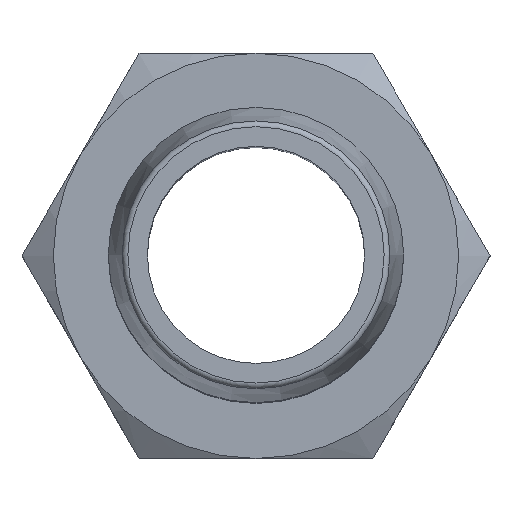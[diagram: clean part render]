
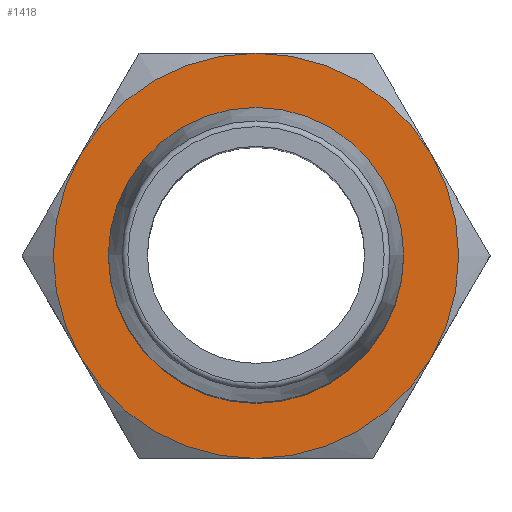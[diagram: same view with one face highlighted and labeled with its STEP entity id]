
A CAD part, top view. The second image highlights one B-rep face of the part: STEP entity #1418.
In plain terms, the highlighted face is planar.
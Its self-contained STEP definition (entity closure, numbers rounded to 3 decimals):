
#691=PLANE('',#1320);
#737=ORIENTED_EDGE('',*,*,#919,.T.);
#738=ORIENTED_EDGE('',*,*,#920,.T.);
#739=ORIENTED_EDGE('',*,*,#921,.T.);
#740=ORIENTED_EDGE('',*,*,#922,.T.);
#741=ORIENTED_EDGE('',*,*,#923,.T.);
#742=ORIENTED_EDGE('',*,*,#924,.T.);
#743=ORIENTED_EDGE('',*,*,#918,.F.);
#842=CIRCLE('',#1319,5.1);
#843=CIRCLE('',#1321,7.);
#844=CIRCLE('',#1322,7.);
#845=CIRCLE('',#1323,7.);
#846=CIRCLE('',#1324,7.);
#847=CIRCLE('',#1325,7.);
#848=CIRCLE('',#1326,7.);
#874=VERTEX_POINT('',#1498);
#875=VERTEX_POINT('',#1501);
#876=VERTEX_POINT('',#1502);
#877=VERTEX_POINT('',#1504);
#878=VERTEX_POINT('',#1506);
#879=VERTEX_POINT('',#1508);
#880=VERTEX_POINT('',#1510);
#918=EDGE_CURVE('',#874,#874,#842,.T.);
#919=EDGE_CURVE('',#875,#876,#843,.T.);
#920=EDGE_CURVE('',#876,#877,#844,.T.);
#921=EDGE_CURVE('',#877,#878,#845,.T.);
#922=EDGE_CURVE('',#878,#879,#846,.T.);
#923=EDGE_CURVE('',#879,#880,#847,.T.);
#924=EDGE_CURVE('',#880,#875,#848,.T.);
#999=EDGE_LOOP('',(#737,#738,#739,#740,#741,#742));
#1000=EDGE_LOOP('',(#743));
#1059=FACE_BOUND('',#999,.T.);
#1060=FACE_BOUND('',#1000,.T.);
#1157=DIRECTION('',(0.,1.,0.));
#1158=DIRECTION('',(5.1,0.,0.));
#1159=DIRECTION('',(0.,1.,0.));
#1160=DIRECTION('',(1.,0.,0.));
#1161=DIRECTION('',(0.,1.,0.));
#1162=DIRECTION('',(0.,0.,7.));
#1163=DIRECTION('',(0.,1.,0.));
#1164=DIRECTION('',(6.062,0.,3.5));
#1165=DIRECTION('',(0.,1.,0.));
#1166=DIRECTION('',(6.062,0.,-3.5));
#1167=DIRECTION('',(0.,1.,0.));
#1168=DIRECTION('',(0.,0.,-7.));
#1169=DIRECTION('',(0.,1.,0.));
#1170=DIRECTION('',(-6.062,0.,-3.5));
#1171=DIRECTION('',(0.,1.,0.));
#1172=DIRECTION('',(-6.062,0.,3.5));
#1319=AXIS2_PLACEMENT_3D('',#1499,#1157,#1158);
#1320=AXIS2_PLACEMENT_3D('',#1500,#1159,#1160);
#1321=AXIS2_PLACEMENT_3D('',#1503,#1161,#1162);
#1322=AXIS2_PLACEMENT_3D('',#1505,#1163,#1164);
#1323=AXIS2_PLACEMENT_3D('',#1507,#1165,#1166);
#1324=AXIS2_PLACEMENT_3D('',#1509,#1167,#1168);
#1325=AXIS2_PLACEMENT_3D('',#1511,#1169,#1170);
#1326=AXIS2_PLACEMENT_3D('',#1512,#1171,#1172);
#1418=ADVANCED_FACE('',(#1059,#1060),#691,.T.);
#1498=CARTESIAN_POINT('',(9.331,20.041,0.));
#1499=CARTESIAN_POINT('',(4.231,20.041,0.));
#1500=CARTESIAN_POINT('',(11.231,20.041,0.));
#1501=CARTESIAN_POINT('',(4.231,20.041,7.));
#1502=CARTESIAN_POINT('',(10.293,20.041,3.5));
#1503=CARTESIAN_POINT('',(4.231,20.041,0.));
#1504=CARTESIAN_POINT('',(10.293,20.041,-3.5));
#1505=CARTESIAN_POINT('',(4.231,20.041,0.));
#1506=CARTESIAN_POINT('',(4.231,20.041,-7.));
#1507=CARTESIAN_POINT('',(4.231,20.041,0.));
#1508=CARTESIAN_POINT('',(-1.831,20.041,-3.5));
#1509=CARTESIAN_POINT('',(4.231,20.041,0.));
#1510=CARTESIAN_POINT('',(-1.831,20.041,3.5));
#1511=CARTESIAN_POINT('',(4.231,20.041,0.));
#1512=CARTESIAN_POINT('',(4.231,20.041,0.));
